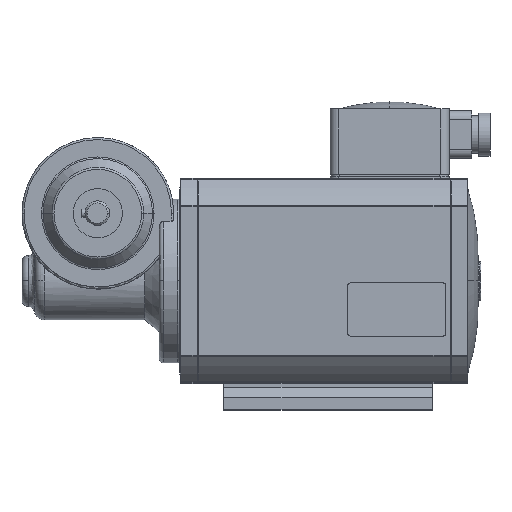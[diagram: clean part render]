
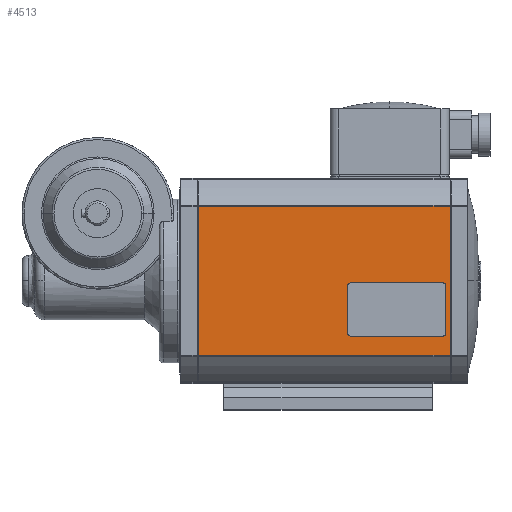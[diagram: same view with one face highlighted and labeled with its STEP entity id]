
A CAD part, top view. The second image highlights one B-rep face of the part: STEP entity #4513.
In plain terms, the highlighted planar face has unit normal (0, 0, 1).
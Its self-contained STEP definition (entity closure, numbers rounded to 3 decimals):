
#2283=VERTEX_POINT('',#6690);
#2389=EDGE_CURVE('',#5345,#3813,#6818,.T.);
#2651=EDGE_CURVE('',#6041,#2801,#7142,.T.);
#2801=VERTEX_POINT('',#7325);
#2957=EDGE_CURVE('',#6465,#3525,#7514,.T.);
#3525=VERTEX_POINT('',#8205);
#3593=VERTEX_POINT('',#8290);
#3723=EDGE_CURVE('',#6041,#3813,#8452,.T.);
#3813=VERTEX_POINT('',#8558);
#4093=EDGE_CURVE('',#4441,#2283,#8899,.T.);
#4251=EDGE_CURVE('',#5487,#3593,#9092,.T.);
#4271=EDGE_CURVE('',#3525,#5031,#9116,.T.);
#4441=VERTEX_POINT('',#9319);
#4457=EDGE_CURVE('',#2283,#5487,#9337,.T.);
#4513=ADVANCED_FACE('',(#9402,#9403),#9404,.T.);
#5031=VERTEX_POINT('',#10031);
#5261=EDGE_CURVE('',#2801,#5345,#10296,.T.);
#5345=VERTEX_POINT('',#10397);
#5459=EDGE_CURVE('',#3593,#5535,#10539,.T.);
#5487=VERTEX_POINT('',#10571);
#5535=VERTEX_POINT('',#10627);
#6041=VERTEX_POINT('',#11237);
#6259=EDGE_CURVE('',#5535,#6465,#11496,.T.);
#6313=EDGE_CURVE('',#5031,#4441,#11560,.T.);
#6465=VERTEX_POINT('',#11737);
#6690=CARTESIAN_POINT('',(122.0,-35.5,33.306));
#6818=LINE('',#12163,#12164);
#7142=LINE('',#12562,#12563);
#7325=CARTESIAN_POINT('',(49.0,-69.309,33.306));
#7514=CIRCLE('',#13041,1.5);
#8205=CARTESIAN_POINT('',(168.5,-60.,33.306));
#8290=CARTESIAN_POINT('',(168.5,-34.,33.306));
#8452=LINE('',#14435,#14436);
#8558=CARTESIAN_POINT('',(172.0,3.309,33.306));
#8899=LINE('',#15007,#15008);
#9092=LINE('',#15258,#15259);
#9116=LINE('',#15292,#15293);
#9319=CARTESIAN_POINT('',(122.0,-58.5,33.306));
#9337=CIRCLE('',#15583,1.5);
#9402=FACE_OUTER_BOUND('',#15666,.T.);
#9403=FACE_BOUND('',#15667,.T.);
#9404=PLANE('',#15668);
#10031=CARTESIAN_POINT('',(123.5,-60.,33.306));
#10296=LINE('',#16833,#16834);
#10397=CARTESIAN_POINT('',(172.0,-69.309,33.306));
#10539=CIRCLE('',#17125,1.5);
#10571=CARTESIAN_POINT('',(123.5,-34.,33.306));
#10627=CARTESIAN_POINT('',(170.0,-35.5,33.306));
#11237=CARTESIAN_POINT('',(49.0,3.309,33.306));
#11496=LINE('',#18364,#18365);
#11560=CIRCLE('',#18443,1.5);
#11737=CARTESIAN_POINT('',(170.0,-58.5,33.306));
#12163=CARTESIAN_POINT('',(172.0,-51.154,33.306));
#12164=VECTOR('',#19147,1.0);
#12562=CARTESIAN_POINT('',(49.0,-51.154,33.306));
#12563=VECTOR('',#19668,1.0);
#13041=AXIS2_PLACEMENT_3D('',#20185,#20186,#20187);
#14435=CARTESIAN_POINT('',(40.5,3.309,33.306));
#14436=VECTOR('',#21572,1.0);
#15007=CARTESIAN_POINT('',(122.0,-63.904,33.306));
#15008=VECTOR('',#22259,1.0);
#15258=CARTESIAN_POINT('',(82.,-34.,33.306));
#15259=VECTOR('',#22566,1.0);
#15292=CARTESIAN_POINT('',(104.5,-60.,33.306));
#15293=VECTOR('',#22610,1.0);
#15583=AXIS2_PLACEMENT_3D('',#22947,#22948,#22949);
#15666=EDGE_LOOP('',(#23023,#23024,#23025,#23026));
#15667=EDGE_LOOP('',(#23027,#23028,#23029,#23030,#23031,#23032,#23033,#23034));
#15668=AXIS2_PLACEMENT_3D('',#23035,#23036,#23037);
#16833=CARTESIAN_POINT('',(40.5,-69.309,33.306));
#16834=VECTOR('',#24388,1.0);
#17125=AXIS2_PLACEMENT_3D('',#24788,#24789,#24790);
#18364=CARTESIAN_POINT('',(170.0,-52.404,33.306));
#18365=VECTOR('',#26246,1.0);
#18443=AXIS2_PLACEMENT_3D('',#26351,#26352,#26353);
#19147=DIRECTION('',(0.0,1.0,0.0));
#19668=DIRECTION('',(0.0,-1.0,0.0));
#20185=CARTESIAN_POINT('',(168.5,-58.5,33.306));
#20186=DIRECTION('',(0.,0.,-1.0));
#20187=DIRECTION('',(0.,-1.0,0.));
#21572=DIRECTION('',(1.0,0.0,0.));
#22259=DIRECTION('',(0.0,1.0,0.0));
#22566=DIRECTION('',(1.0,0.0,0.));
#22610=DIRECTION('',(-1.0,0.0,0.));
#22947=CARTESIAN_POINT('',(123.5,-35.5,33.306));
#22948=DIRECTION('',(0.,0.,-1.0));
#22949=DIRECTION('',(0.,1.0,0.));
#23023=ORIENTED_EDGE('',*,*,#2389,.T.);
#23024=ORIENTED_EDGE('',*,*,#3723,.F.);
#23025=ORIENTED_EDGE('',*,*,#2651,.T.);
#23026=ORIENTED_EDGE('',*,*,#5261,.T.);
#23027=ORIENTED_EDGE('',*,*,#4457,.T.);
#23028=ORIENTED_EDGE('',*,*,#4251,.T.);
#23029=ORIENTED_EDGE('',*,*,#5459,.T.);
#23030=ORIENTED_EDGE('',*,*,#6259,.T.);
#23031=ORIENTED_EDGE('',*,*,#2957,.T.);
#23032=ORIENTED_EDGE('',*,*,#4271,.T.);
#23033=ORIENTED_EDGE('',*,*,#6313,.T.);
#23034=ORIENTED_EDGE('',*,*,#4093,.T.);
#23035=CARTESIAN_POINT('',(40.5,-69.309,33.306));
#23036=DIRECTION('',(0.,0.,1.0));
#23037=DIRECTION('',(1.0,0.,0.0));
#24388=DIRECTION('',(1.0,0.0,0.));
#24788=CARTESIAN_POINT('',(168.5,-35.5,33.306));
#24789=DIRECTION('',(0.,0.,-1.0));
#24790=DIRECTION('',(1.0,0.,0.));
#26246=DIRECTION('',(0.0,-1.0,0.0));
#26351=CARTESIAN_POINT('',(123.5,-58.5,33.306));
#26352=DIRECTION('',(0.,0.,-1.0));
#26353=DIRECTION('',(-1.0,0.,0.));
